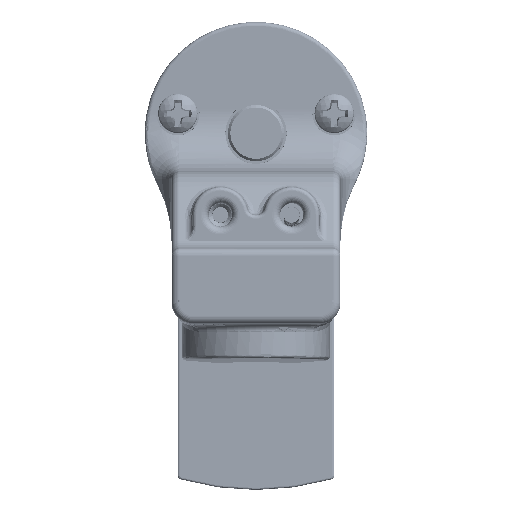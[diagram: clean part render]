
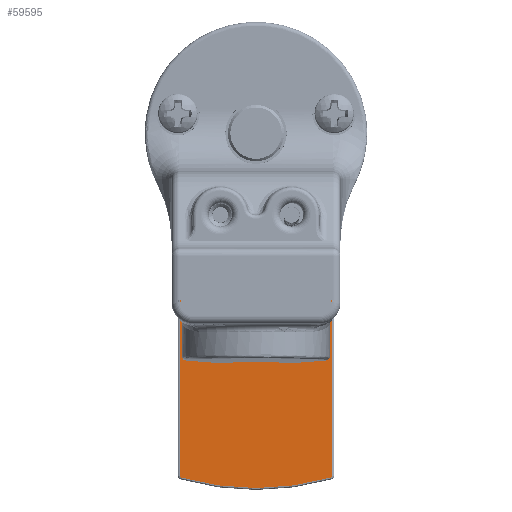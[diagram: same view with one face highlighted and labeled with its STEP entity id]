
A CAD part, front view. The second image highlights one B-rep face of the part: STEP entity #59595.
In plain terms, the highlighted planar face has unit normal (0, -1, 0).
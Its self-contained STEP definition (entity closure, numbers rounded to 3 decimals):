
#3170=FACE_BOUND('',#12488,.T.);
#6243=CIRCLE('',#66607,7.738);
#6244=CIRCLE('',#66608,0.197);
#6245=CIRCLE('',#66609,27.622);
#6246=CIRCLE('',#66610,0.197);
#6247=CIRCLE('',#66611,3.302);
#6248=CIRCLE('',#66612,3.302);
#9260=FACE_OUTER_BOUND('',#12487,.T.);
#12487=EDGE_LOOP('',(#51937,#51938,#51939,#51940,#51941,#51942));
#12488=EDGE_LOOP('',(#51943,#51944,#51945,#51946));
#16955=LINE('',#111544,#21410);
#16956=LINE('',#111548,#21411);
#16957=LINE('',#111556,#21412);
#16958=LINE('',#111560,#21413);
#21410=VECTOR('',#83756,1.);
#21411=VECTOR('',#83759,1.);
#21412=VECTOR('',#83766,1.);
#21413=VECTOR('',#83769,1.);
#26895=VERTEX_POINT('',#111542);
#26896=VERTEX_POINT('',#111543);
#26897=VERTEX_POINT('',#111545);
#26898=VERTEX_POINT('',#111547);
#26899=VERTEX_POINT('',#111549);
#26900=VERTEX_POINT('',#111551);
#26901=VERTEX_POINT('',#111554);
#26902=VERTEX_POINT('',#111555);
#26903=VERTEX_POINT('',#111557);
#26904=VERTEX_POINT('',#111559);
#35276=EDGE_CURVE('',#26895,#26896,#16955,.T.);
#35277=EDGE_CURVE('',#26896,#26897,#6243,.T.);
#35278=EDGE_CURVE('',#26897,#26898,#16956,.T.);
#35279=EDGE_CURVE('',#26898,#26899,#6244,.T.);
#35280=EDGE_CURVE('',#26899,#26900,#6245,.T.);
#35281=EDGE_CURVE('',#26900,#26895,#6246,.T.);
#35282=EDGE_CURVE('',#26901,#26902,#16957,.T.);
#35283=EDGE_CURVE('',#26902,#26903,#6247,.T.);
#35284=EDGE_CURVE('',#26903,#26904,#16958,.T.);
#35285=EDGE_CURVE('',#26904,#26901,#6248,.T.);
#51937=ORIENTED_EDGE('',*,*,#35276,.T.);
#51938=ORIENTED_EDGE('',*,*,#35277,.T.);
#51939=ORIENTED_EDGE('',*,*,#35278,.T.);
#51940=ORIENTED_EDGE('',*,*,#35279,.T.);
#51941=ORIENTED_EDGE('',*,*,#35280,.T.);
#51942=ORIENTED_EDGE('',*,*,#35281,.T.);
#51943=ORIENTED_EDGE('',*,*,#35282,.T.);
#51944=ORIENTED_EDGE('',*,*,#35283,.T.);
#51945=ORIENTED_EDGE('',*,*,#35284,.T.);
#51946=ORIENTED_EDGE('',*,*,#35285,.T.);
#53635=PLANE('',#66606);
#59595=ADVANCED_FACE('',(#9260,#3170),#53635,.T.);
#66606=AXIS2_PLACEMENT_3D('',#111541,#83754,#83755);
#66607=AXIS2_PLACEMENT_3D('',#111546,#83757,#83758);
#66608=AXIS2_PLACEMENT_3D('',#111550,#83760,#83761);
#66609=AXIS2_PLACEMENT_3D('',#111552,#83762,#83763);
#66610=AXIS2_PLACEMENT_3D('',#111553,#83764,#83765);
#66611=AXIS2_PLACEMENT_3D('',#111558,#83767,#83768);
#66612=AXIS2_PLACEMENT_3D('',#111561,#83770,#83771);
#83754=DIRECTION('center_axis',(0.,-1.,0.));
#83755=DIRECTION('ref_axis',(0.,0.,1.));
#83756=DIRECTION('',(0.,0.,1.));
#83757=DIRECTION('center_axis',(0.,-1.,0.));
#83758=DIRECTION('ref_axis',(0.,0.,-1.));
#83759=DIRECTION('',(0.,0.,-1.));
#83760=DIRECTION('center_axis',(0.,-1.,0.));
#83761=DIRECTION('ref_axis',(0.,0.,-1.));
#83762=DIRECTION('center_axis',(0.,-1.,0.));
#83763=DIRECTION('ref_axis',(0.,0.,-1.));
#83764=DIRECTION('center_axis',(0.,-1.,0.));
#83765=DIRECTION('ref_axis',(0.,0.,-1.));
#83766=DIRECTION('',(-1.,0.,0.));
#83767=DIRECTION('center_axis',(0.,1.,0.));
#83768=DIRECTION('ref_axis',(-0.65,0.,0.76));
#83769=DIRECTION('',(1.,0.,0.));
#83770=DIRECTION('center_axis',(0.,1.,0.));
#83771=DIRECTION('ref_axis',(0.65,0.,-0.76));
#111541=CARTESIAN_POINT('Origin',(0.,-25.4,-16.459));
#111542=CARTESIAN_POINT('',(7.738,-25.4,-30.88));
#111543=CARTESIAN_POINT('',(7.738,-25.4,-8.522));
#111544=CARTESIAN_POINT('',(7.738,-25.4,-16.459));
#111545=CARTESIAN_POINT('',(-7.738,-25.4,-8.522));
#111546=CARTESIAN_POINT('Origin',(0.,-25.4,-8.522));
#111547=CARTESIAN_POINT('',(-7.738,-25.4,-30.88));
#111548=CARTESIAN_POINT('',(-7.738,-25.4,-16.459));
#111549=CARTESIAN_POINT('',(-7.595,-25.4,-31.07));
#111550=CARTESIAN_POINT('Origin',(-7.541,-25.4,-30.88));
#111551=CARTESIAN_POINT('',(7.595,-25.4,-31.07));
#111552=CARTESIAN_POINT('Origin',(0.,-25.4,-4.513));
#111553=CARTESIAN_POINT('Origin',(7.541,-25.4,-30.88));
#111554=CARTESIAN_POINT('',(2.148,-25.4,-11.03));
#111555=CARTESIAN_POINT('',(-2.148,-25.4,-11.03));
#111556=CARTESIAN_POINT('',(1.074,-25.4,-11.03));
#111557=CARTESIAN_POINT('',(-2.148,-25.4,-6.013));
#111558=CARTESIAN_POINT('Origin',(0.,-25.4,-8.522));
#111559=CARTESIAN_POINT('',(2.148,-25.4,-6.013));
#111560=CARTESIAN_POINT('',(-1.074,-25.4,-6.013));
#111561=CARTESIAN_POINT('Origin',(0.,-25.4,-8.522));
